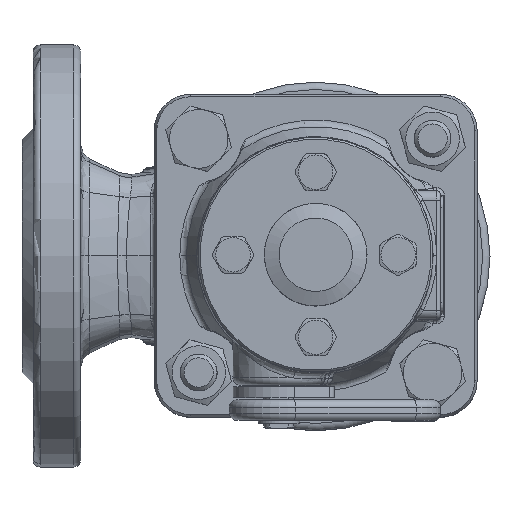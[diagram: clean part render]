
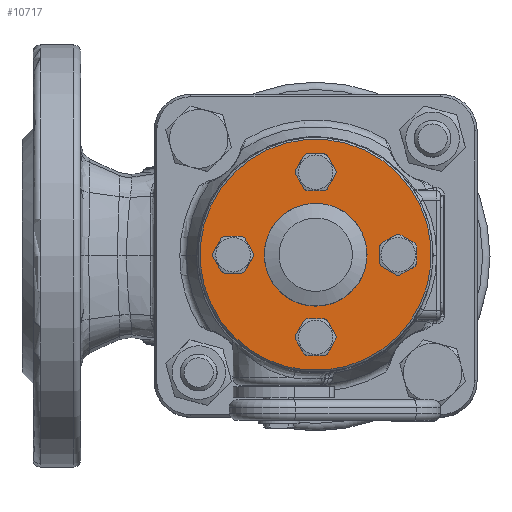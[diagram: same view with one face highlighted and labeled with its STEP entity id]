
A CAD part, top view. The second image highlights one B-rep face of the part: STEP entity #10717.
In plain terms, the highlighted planar face has unit normal (0, 0, 1).
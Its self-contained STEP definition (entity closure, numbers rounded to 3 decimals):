
#10481=CARTESIAN_POINT('',(22.275,-22.276,191.95));
#10482=VERTEX_POINT('',#10481);
#10483=CARTESIAN_POINT('',(-22.272,22.272,191.95));
#10484=VERTEX_POINT('',#10483);
#10485=CARTESIAN_POINT('',(0.001,-0.002,191.95));
#10486=DIRECTION('',(0.,-0.,1.));
#10487=DIRECTION('',(-0.707,0.707,0.));
#10488=AXIS2_PLACEMENT_3D('',#10485,#10486,#10487);
#10489=CIRCLE('',#10488,31.5);
#10490=EDGE_CURVE('NONE',#10482,#10484,#10489,.T.);
#10492=CARTESIAN_POINT('',(0.001,-0.002,191.95));
#10493=DIRECTION('',(0.,-0.,1.));
#10494=DIRECTION('',(-0.707,0.707,0.));
#10495=AXIS2_PLACEMENT_3D('',#10492,#10493,#10494);
#10496=CIRCLE('',#10495,31.5);
#10497=EDGE_CURVE('NONE',#10484,#10482,#10496,.T.);
#10553=CARTESIAN_POINT('',(-9.898,9.897,191.95));
#10554=VERTEX_POINT('',#10553);
#10555=CARTESIAN_POINT('',(9.901,-9.902,191.95));
#10556=VERTEX_POINT('',#10555);
#10557=CARTESIAN_POINT('',(0.001,-0.002,191.95));
#10558=DIRECTION('',(-0.,0.,-1.));
#10559=DIRECTION('',(-0.707,0.707,0.));
#10560=AXIS2_PLACEMENT_3D('',#10557,#10558,#10559);
#10561=CIRCLE('',#10560,14.);
#10562=EDGE_CURVE('NONE',#10554,#10556,#10561,.T.);
#10564=CARTESIAN_POINT('',(0.001,-0.002,191.95));
#10565=DIRECTION('',(-0.,0.,-1.));
#10566=DIRECTION('',(-0.707,0.707,0.));
#10567=AXIS2_PLACEMENT_3D('',#10564,#10565,#10566);
#10568=CIRCLE('',#10567,14.);
#10569=EDGE_CURVE('NONE',#10556,#10554,#10568,.T.);
#10704=CARTESIAN_POINT('',(-22.626,-22.63,191.95));
#10705=DIRECTION('',(-0.,0.,-1.));
#10706=DIRECTION('',(-0.707,0.707,0.));
#10707=AXIS2_PLACEMENT_3D('',#10704,#10705,#10706);
#10708=PLANE('',#10707);
#10709=ORIENTED_EDGE('',*,*,#10497,.T.);
#10710=ORIENTED_EDGE('',*,*,#10490,.T.);
#10711=EDGE_LOOP('',(#10709,#10710));
#10712=FACE_BOUND('',#10711,.T.);
#10713=ORIENTED_EDGE('',*,*,#10562,.T.);
#10714=ORIENTED_EDGE('',*,*,#10569,.T.);
#10715=EDGE_LOOP('',(#10713,#10714));
#10716=FACE_BOUND('',#10715,.T.);
#10717=ADVANCED_FACE('NONE',(#10712,#10716),#10708,.F.);
